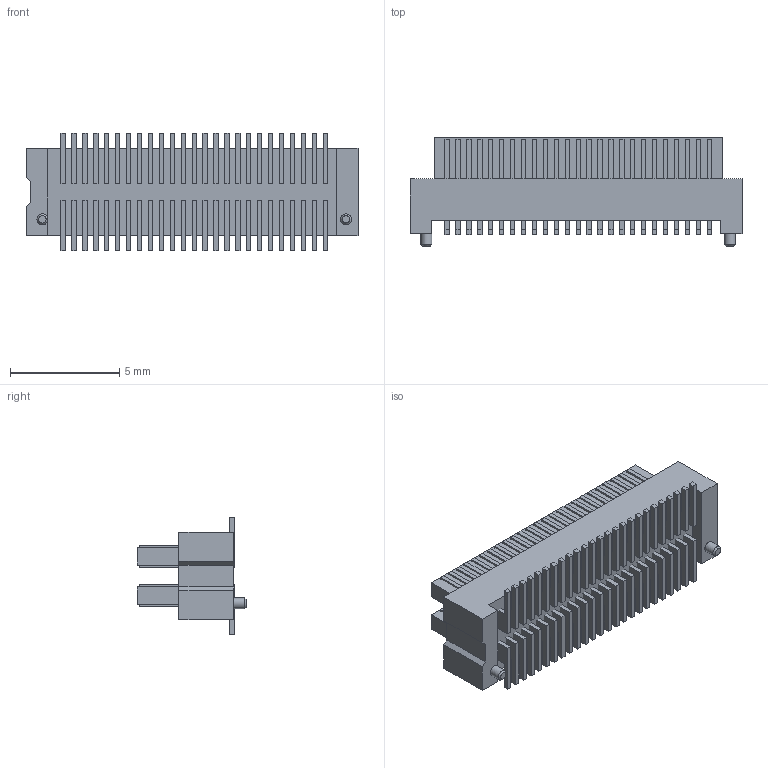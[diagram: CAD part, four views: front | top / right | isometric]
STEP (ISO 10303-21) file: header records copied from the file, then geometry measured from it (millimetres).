
FILE_DESCRIPTION(/* description */ (''),/* implementation_level */ '2;1');
FILE_NAME(/* name */ 'PRT-16890.step',/* time_stamp */ '2024-03-26T15:16:38+01:00',/* author */ (''),/* organization */ (''),/* preprocessor_version */ 'ST-DEVELOPER v20',/* originating_system */ 'Autodesk Translation Framework v12.20.1.177',/* authorisation */ '');
FILE_SCHEMA (('AUTOMOTIVE_DESIGN { 1 0 10303 214 3 1 1 }'));
Length unit declared in the file: millimetre
Products named in the file (1): PRT-16890
Bounding box: 15.2 x 5 x 5.4 mm (x, y, z)
Volume: 206.8 mm3; surface area: 915.2 mm2
Topology: 51 solids, 51 shells, 430 faces, 972 edges, 647 vertices
Faces by surface type: plane 426, cone 2, cylinder 2
Full cylindrical faces by diameter (mm): 0.5 x2
Entity records: 11756 total; most frequent: CARTESIAN_POINT 2050, ORIENTED_EDGE 1944, DIRECTION 1841, EDGE_CURVE 972, LINE 965, VECTOR 965, VERTEX_POINT 647, AXIS2_PLACEMENT_3D 438
